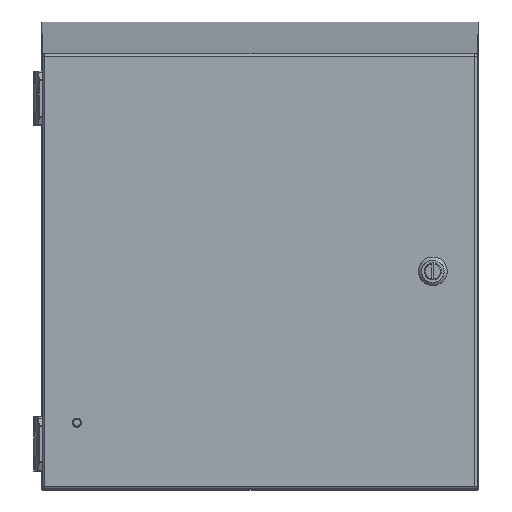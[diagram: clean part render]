
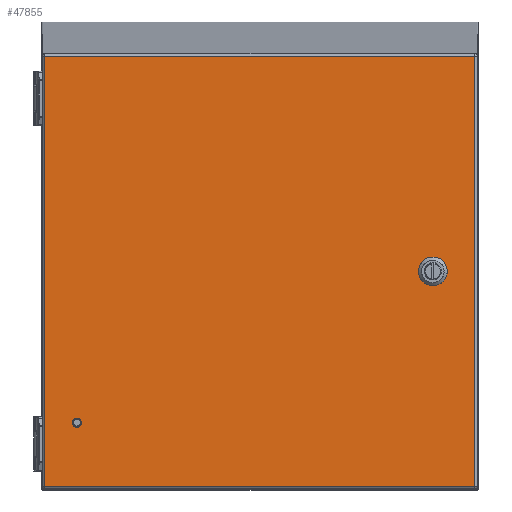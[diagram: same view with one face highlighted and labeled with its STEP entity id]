
A CAD part, top view. The second image highlights one B-rep face of the part: STEP entity #47855.
In plain terms, the highlighted planar face has unit normal (0, 0, 1).
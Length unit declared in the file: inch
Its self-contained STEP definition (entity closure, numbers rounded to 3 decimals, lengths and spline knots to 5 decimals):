
#149 = CIRCLE ( 'NONE', #8331, 0.32 ) ;
#851 = EDGE_CURVE ( 'NONE', #34248, #56410, #149, .T. ) ;
#1059 = VERTEX_POINT ( 'NONE', #41700 ) ;
#1125 = AXIS2_PLACEMENT_3D ( 'NONE', #8025, #79475, #84638 ) ;
#2024 = CARTESIAN_POINT ( 'NONE',  ( -5.91055, 5.91, 6.18453 ) ) ;
#2337 = CARTESIAN_POINT ( 'NONE',  ( 4.44392, -0.08845, 6.18453 ) ) ;
#2410 = DIRECTION ( 'NONE',  ( 1., 0., 0. ) ) ;
#2757 = EDGE_CURVE ( 'NONE', #72478, #1059, #26499, .T. ) ;
#3399 = CARTESIAN_POINT ( 'NONE',  ( -5.91055, -5.97, 6.18453 ) ) ;
#3510 = LINE ( 'NONE', #55687, #45473 ) ;
#3828 = DIRECTION ( 'NONE',  ( 0., -1., 0. ) ) ;
#4739 = ORIENTED_EDGE ( 'NONE', *, *, #59713, .T. ) ;
#5109 = VECTOR ( 'NONE', #41113, 39.37008 ) ;
#5402 = VERTEX_POINT ( 'NONE', #82638 ) ;
#5862 = AXIS2_PLACEMENT_3D ( 'NONE', #12170, #43358, #18109 ) ;
#6115 = EDGE_CURVE ( 'NONE', #13957, #28568, #67675, .T. ) ;
#6273 = CIRCLE ( 'NONE', #54052, 0.32 ) ;
#7337 = VECTOR ( 'NONE', #55001, 39.37008 ) ;
#7443 = VECTOR ( 'NONE', #28061, 39.37008 ) ;
#8025 = CARTESIAN_POINT ( 'NONE',  ( 4.75145, 0., 6.18453 ) ) ;
#8331 = AXIS2_PLACEMENT_3D ( 'NONE', #52554, #58174, #65016 ) ;
#8349 = FACE_OUTER_BOUND ( 'NONE', #38280, .T. ) ;
#9941 = VERTEX_POINT ( 'NONE', #22142 ) ;
#11802 = CARTESIAN_POINT ( 'NONE',  ( 4.8399, 0.30753, 6.18453 ) ) ;
#12170 = CARTESIAN_POINT ( 'NONE',  ( -5.03555, -4.16, 6.18453 ) ) ;
#12418 = VERTEX_POINT ( 'NONE', #47107 ) ;
#13957 = VERTEX_POINT ( 'NONE', #40813 ) ;
#15300 = CARTESIAN_POINT ( 'NONE',  ( 5.05899, 0.08845, 6.18453 ) ) ;
#15657 = CARTESIAN_POINT ( 'NONE',  ( 2.17746, 2.17801, 6.18453 ) ) ;
#15894 = CARTESIAN_POINT ( 'NONE',  ( 2.17746, -2.17801, 6.18453 ) ) ;
#16051 = DIRECTION ( 'NONE',  ( 0., 0., 1. ) ) ;
#16907 = CARTESIAN_POINT ( 'NONE',  ( 4.44392, 0.08845, 6.18453 ) ) ;
#18109 = DIRECTION ( 'NONE',  ( 1., 0., 0. ) ) ;
#18266 = ORIENTED_EDGE ( 'NONE', *, *, #22813, .T. ) ;
#18655 = EDGE_CURVE ( 'NONE', #9941, #56410, #73073, .T. ) ;
#19852 = PLANE ( 'NONE',  #48227 ) ;
#22142 = CARTESIAN_POINT ( 'NONE',  ( 4.66301, -0.30753, 6.18453 ) ) ;
#22813 = EDGE_CURVE ( 'NONE', #34248, #1059, #47549, .T. ) ;
#23800 = LINE ( 'NONE', #3399, #51999 ) ;
#25539 = ORIENTED_EDGE ( 'NONE', *, *, #18655, .T. ) ;
#25786 = EDGE_LOOP ( 'NONE', ( #28759, #18266, #52287, #35813, #61324, #72134, #34769, #25539 ) ) ;
#26499 = CIRCLE ( 'NONE', #37491, 0.32 ) ;
#28061 = DIRECTION ( 'NONE',  ( -0.707, 0.707, 0. ) ) ;
#28568 = VERTEX_POINT ( 'NONE', #83168 ) ;
#28759 = ORIENTED_EDGE ( 'NONE', *, *, #851, .F. ) ;
#29752 = EDGE_CURVE ( 'NONE', #65391, #12418, #81554, .T. ) ;
#31047 = EDGE_CURVE ( 'NONE', #72478, #41746, #3510, .T. ) ;
#32381 = LINE ( 'NONE', #78640, #74485 ) ;
#33149 = FACE_BOUND ( 'NONE', #51108, .T. ) ;
#34056 = EDGE_CURVE ( 'NONE', #13957, #41746, #54393, .T. ) ;
#34248 = VERTEX_POINT ( 'NONE', #16907 ) ;
#34593 = VERTEX_POINT ( 'NONE', #75262 ) ;
#34769 = ORIENTED_EDGE ( 'NONE', *, *, #54815, .F. ) ;
#35813 = ORIENTED_EDGE ( 'NONE', *, *, #31047, .T. ) ;
#36974 = CARTESIAN_POINT ( 'NONE',  ( 4.75145, 0., 6.18453 ) ) ;
#36976 = ORIENTED_EDGE ( 'NONE', *, *, #54425, .T. ) ;
#37372 = ORIENTED_EDGE ( 'NONE', *, *, #80919, .F. ) ;
#37491 = AXIS2_PLACEMENT_3D ( 'NONE', #36974, #16051, #75554 ) ;
#37960 = DIRECTION ( 'NONE',  ( 1., 0., 0. ) ) ;
#38280 = EDGE_LOOP ( 'NONE', ( #47620, #36976, #4739, #80192 ) ) ;
#39127 = FACE_BOUND ( 'NONE', #25786, .T. ) ;
#40813 = CARTESIAN_POINT ( 'NONE',  ( 5.05899, -0.08845, 6.18453 ) ) ;
#41113 = DIRECTION ( 'NONE',  ( -0.707, -0.707, 0. ) ) ;
#41700 = CARTESIAN_POINT ( 'NONE',  ( 4.66301, 0.30753, 6.18453 ) ) ;
#41746 = VERTEX_POINT ( 'NONE', #15300 ) ;
#42021 = VERTEX_POINT ( 'NONE', #2024 ) ;
#43358 = DIRECTION ( 'NONE',  ( 0., 0., 1. ) ) ;
#45473 = VECTOR ( 'NONE', #49192, 39.37008 ) ;
#46385 = CARTESIAN_POINT ( 'NONE',  ( -0.00055, 0., 6.18453 ) ) ;
#47107 = CARTESIAN_POINT ( 'NONE',  ( 5.90945, 5.91, 6.18453 ) ) ;
#47549 = LINE ( 'NONE', #15894, #57408 ) ;
#47620 = ORIENTED_EDGE ( 'NONE', *, *, #29752, .T. ) ;
#47855 = ADVANCED_FACE ( 'NONE', ( #39127, #33149, #8349 ), #19852, .T. ) ;
#48227 = AXIS2_PLACEMENT_3D ( 'NONE', #46385, #52400, #72551 ) ;
#49192 = DIRECTION ( 'NONE',  ( 0.707, -0.707, 0. ) ) ;
#51108 = EDGE_LOOP ( 'NONE', ( #37372 ) ) ;
#51999 = VECTOR ( 'NONE', #3828, 39.37008 ) ;
#52287 = ORIENTED_EDGE ( 'NONE', *, *, #2757, .F. ) ;
#52400 = DIRECTION ( 'NONE',  ( 0., 0., 1. ) ) ;
#52554 = CARTESIAN_POINT ( 'NONE',  ( 4.75145, 0., 6.18453 ) ) ;
#54009 = DIRECTION ( 'NONE',  ( 0.707, 0.707, 0. ) ) ;
#54052 = AXIS2_PLACEMENT_3D ( 'NONE', #54136, #54961, #2410 ) ;
#54136 = CARTESIAN_POINT ( 'NONE',  ( 4.75145, 0., 6.18453 ) ) ;
#54393 = CIRCLE ( 'NONE', #1125, 0.32 ) ;
#54425 = EDGE_CURVE ( 'NONE', #12418, #42021, #32381, .T. ) ;
#54815 = EDGE_CURVE ( 'NONE', #9941, #28568, #6273, .T. ) ;
#54961 = DIRECTION ( 'NONE',  ( 0., 0., 1. ) ) ;
#55001 = DIRECTION ( 'NONE',  ( 0., 1., 0. ) ) ;
#55687 = CARTESIAN_POINT ( 'NONE',  ( 2.57344, 2.57399, 6.18453 ) ) ;
#56175 = CARTESIAN_POINT ( 'NONE',  ( 5.90945, -5.91, 6.18453 ) ) ;
#56410 = VERTEX_POINT ( 'NONE', #2337 ) ;
#57408 = VECTOR ( 'NONE', #54009, 39.37008 ) ;
#58174 = DIRECTION ( 'NONE',  ( 0., 0., 1. ) ) ;
#59375 = DIRECTION ( 'NONE',  ( -1., 0., 0. ) ) ;
#59713 = EDGE_CURVE ( 'NONE', #42021, #5402, #23800, .T. ) ;
#61324 = ORIENTED_EDGE ( 'NONE', *, *, #34056, .F. ) ;
#65016 = DIRECTION ( 'NONE',  ( 1., 0., 0. ) ) ;
#65391 = VERTEX_POINT ( 'NONE', #56175 ) ;
#67675 = LINE ( 'NONE', #74131, #5109 ) ;
#70516 = VECTOR ( 'NONE', #37960, 39.37008 ) ;
#72134 = ORIENTED_EDGE ( 'NONE', *, *, #6115, .T. ) ;
#72478 = VERTEX_POINT ( 'NONE', #11802 ) ;
#72551 = DIRECTION ( 'NONE',  ( 1., 0., 0. ) ) ;
#73073 = LINE ( 'NONE', #15657, #7443 ) ;
#74131 = CARTESIAN_POINT ( 'NONE',  ( 2.57344, -2.57399, 6.18453 ) ) ;
#74151 = CIRCLE ( 'NONE', #5862, 0.09805 ) ;
#74485 = VECTOR ( 'NONE', #59375, 39.37008 ) ;
#75262 = CARTESIAN_POINT ( 'NONE',  ( -4.9375, -4.16, 6.18453 ) ) ;
#75554 = DIRECTION ( 'NONE',  ( 1., 0., 0. ) ) ;
#77399 = CARTESIAN_POINT ( 'NONE',  ( 5.96945, -5.91, 6.18453 ) ) ;
#78215 = LINE ( 'NONE', #77399, #70516 ) ;
#78640 = CARTESIAN_POINT ( 'NONE',  ( -5.97055, 5.91, 6.18453 ) ) ;
#79475 = DIRECTION ( 'NONE',  ( 0., 0., 1. ) ) ;
#80192 = ORIENTED_EDGE ( 'NONE', *, *, #84110, .T. ) ;
#80719 = CARTESIAN_POINT ( 'NONE',  ( 5.90945, 5.97, 6.18453 ) ) ;
#80919 = EDGE_CURVE ( 'NONE', #34593, #34593, #74151, .T. ) ;
#81554 = LINE ( 'NONE', #80719, #7337 ) ;
#82638 = CARTESIAN_POINT ( 'NONE',  ( -5.91055, -5.91, 6.18453 ) ) ;
#83168 = CARTESIAN_POINT ( 'NONE',  ( 4.8399, -0.30753, 6.18453 ) ) ;
#84110 = EDGE_CURVE ( 'NONE', #5402, #65391, #78215, .T. ) ;
#84638 = DIRECTION ( 'NONE',  ( 1., 0., 0. ) ) ;
